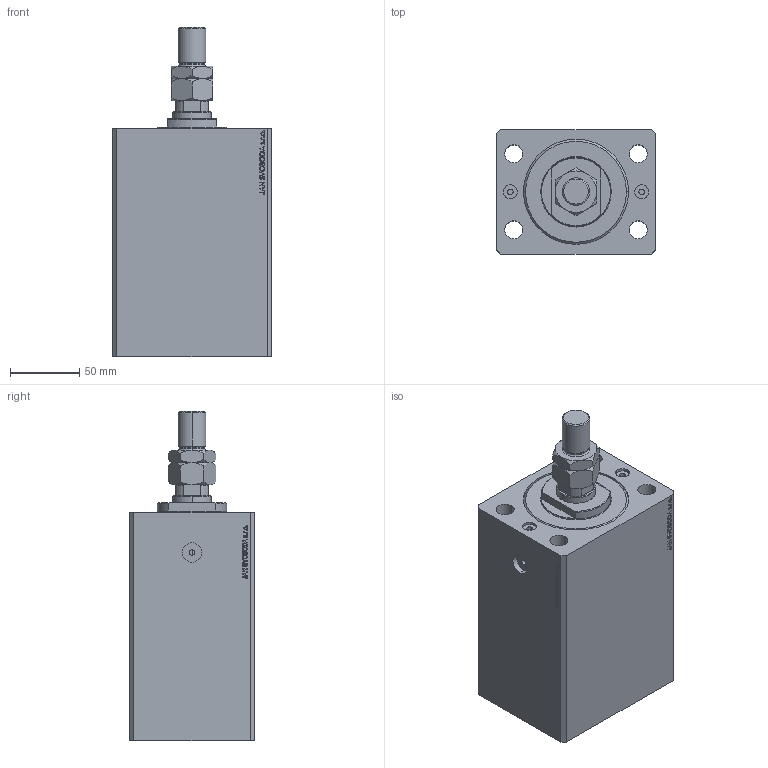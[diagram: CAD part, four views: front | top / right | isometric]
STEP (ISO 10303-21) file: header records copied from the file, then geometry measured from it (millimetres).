
FILE_DESCRIPTION (( 'STEP AP203' ), '1' );
FILE_NAME ('cdac.STEP', '2023-10-07T22:54:25', ( '' ), ( '' ), 'SwSTEP 2.0', 'SolidWorks 2019', '' );
FILE_SCHEMA (( 'CONFIG_CONTROL_DESIGN' ));
Length unit declared in the file: millimetre
Products named in the file (5): V250CE_C_Body 9760f3003df3f5b394fe5ce9d6a2fbf2; V250CE_C_VCP 9760f3003df3f5b394fe5ce9d6a2fbf2; V250CE_VC_C 9760f3003df3f5b394fe5ce9d6a2fbf2; MTA 9760f3003df3f5b394fe5ce9d6a2fbf2; cdac
Assembly tree (4 placements, depth 2):
  cdac
    V250CE_C_Body 9760f3003df3f5b394fe5ce9d6a2fbf2
    V250CE_C_VCP 9760f3003df3f5b394fe5ce9d6a2fbf2
    V250CE_VC_C 9760f3003df3f5b394fe5ce9d6a2fbf2
    MTA 9760f3003df3f5b394fe5ce9d6a2fbf2
Bounding box: 115 x 90 x 238 mm (x, y, z)
Volume: 1451093.6 mm3; surface area: 194902.2 mm2
Topology: 4 solids, 4 shells, 913 faces, 2340 edges, 1539 vertices
Faces by surface type: plane 443, bspline 374, cylinder 48, cone 40, torus 8
Entity records: 46095 total; most frequent: CARTESIAN_POINT 25969, ORIENTED_EDGE 4676, DIRECTION 2758, EDGE_CURVE 2338, VERTEX_POINT 1539, LINE 1382, VECTOR 1382, EDGE_LOOP 1033
